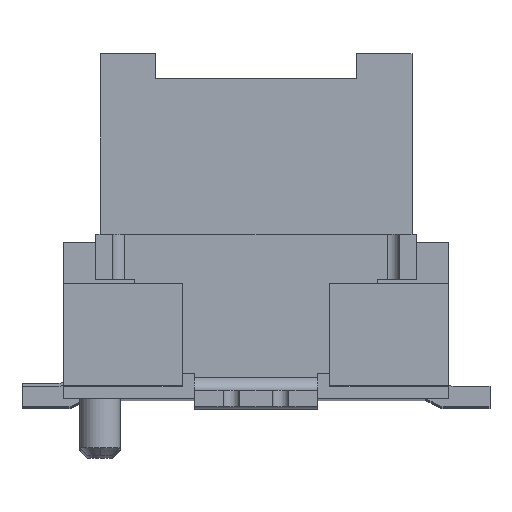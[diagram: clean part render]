
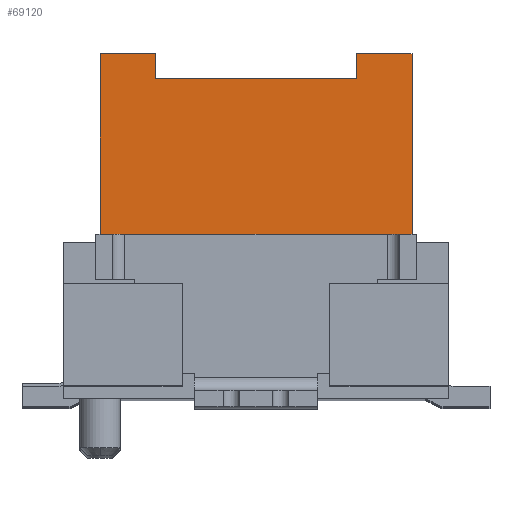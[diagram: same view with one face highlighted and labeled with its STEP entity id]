
A CAD part, top view. The second image highlights one B-rep face of the part: STEP entity #69120.
In plain terms, the highlighted planar face has unit normal (0, 0, 1).
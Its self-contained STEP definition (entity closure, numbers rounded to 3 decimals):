
#68050=CARTESIAN_POINT('',(0.421,4.138,1.125));
#68060=VERTEX_POINT('',#68050);
#68090=CARTESIAN_POINT('',(0.421,-2.,1.125));
#68100=DIRECTION('',(0.,1.,0.));
#68110=VECTOR('',#68100,1.);
#68120=LINE('',#68090,#68110);
#68130=CARTESIAN_POINT('',(0.421,3.838,1.125));
#68140=VERTEX_POINT('',#68130);
#68150=EDGE_CURVE('',#68140,#68060,#68120,.T.);
#68500=CARTESIAN_POINT('',(-2.804,1.78,1.125));
#68510=DIRECTION('',(0.,0.,1.));
#68520=DIRECTION('',(1.,0.,0.));
#68530=AXIS2_PLACEMENT_3D('',#68500,#68510,#68520);
#68540=PLANE('',#68530);
#68550=CARTESIAN_POINT('',(0.,1.838,1.125));
#68560=DIRECTION('',(1.,0.,0.));
#68570=VECTOR('',#68560,1.);
#68580=LINE('',#68550,#68570);
#68590=CARTESIAN_POINT('',(-2.709,1.838,1.125));
#68600=VERTEX_POINT('',#68590);
#68610=CARTESIAN_POINT('',(1.091,1.838,1.125));
#68620=VERTEX_POINT('',#68610);
#68630=EDGE_CURVE('',#68600,#68620,#68580,.T.);
#68640=ORIENTED_EDGE('',*,*,#68630,.T.);
#68650=CARTESIAN_POINT('',(-2.709,1.838,1.125));
#68660=DIRECTION('',(0.,-1.,0.));
#68670=VECTOR('',#68660,1.);
#68680=LINE('',#68650,#68670);
#68690=CARTESIAN_POINT('',(-2.709,4.138,1.125));
#68700=VERTEX_POINT('',#68690);
#68710=EDGE_CURVE('',#68700,#68600,#68680,.T.);
#68720=ORIENTED_EDGE('',*,*,#68710,.T.);
#68730=CARTESIAN_POINT('',(0.,4.138,1.125));
#68740=DIRECTION('',(-1.,0.,0.));
#68750=VECTOR('',#68740,1.);
#68760=LINE('',#68730,#68750);
#68770=CARTESIAN_POINT('',(-2.039,4.138,1.125));
#68780=VERTEX_POINT('',#68770);
#68790=EDGE_CURVE('',#68780,#68700,#68760,.T.);
#68800=ORIENTED_EDGE('',*,*,#68790,.T.);
#68810=CARTESIAN_POINT('',(-2.039,-2.,1.125));
#68820=DIRECTION('',(0.,1.,0.));
#68830=VECTOR('',#68820,1.);
#68840=LINE('',#68810,#68830);
#68850=CARTESIAN_POINT('',(-2.039,3.838,1.125));
#68860=VERTEX_POINT('',#68850);
#68870=EDGE_CURVE('',#68860,#68780,#68840,.T.);
#68880=ORIENTED_EDGE('',*,*,#68870,.T.);
#68890=CARTESIAN_POINT('',(0.,3.838,1.125));
#68900=DIRECTION('',(1.,0.,0.));
#68910=VECTOR('',#68900,1.);
#68920=LINE('',#68890,#68910);
#68930=EDGE_CURVE('',#68860,#68140,#68920,.T.);
#68940=ORIENTED_EDGE('',*,*,#68930,.F.);
#68950=ORIENTED_EDGE('',*,*,#68150,.F.);
#68960=CARTESIAN_POINT('',(0.,4.138,1.125));
#68970=DIRECTION('',(1.,0.,0.));
#68980=VECTOR('',#68970,1.);
#68990=LINE('',#68960,#68980);
#69000=CARTESIAN_POINT('',(1.091,4.138,1.125));
#69010=VERTEX_POINT('',#69000);
#69020=EDGE_CURVE('',#68060,#69010,#68990,.T.);
#69030=ORIENTED_EDGE('',*,*,#69020,.F.);
#69040=CARTESIAN_POINT('',(1.091,-2.,1.125));
#69050=DIRECTION('',(0.,1.,0.));
#69060=VECTOR('',#69050,1.);
#69070=LINE('',#69040,#69060);
#69080=EDGE_CURVE('',#68620,#69010,#69070,.T.);
#69090=ORIENTED_EDGE('',*,*,#69080,.T.);
#69100=EDGE_LOOP('',(#69090,#69030,#68950,#68940,#68880,#68800,#68720,
#68640));
#69110=FACE_OUTER_BOUND('',#69100,.T.);
#69120=ADVANCED_FACE('',(#69110),#68540,.T.);
